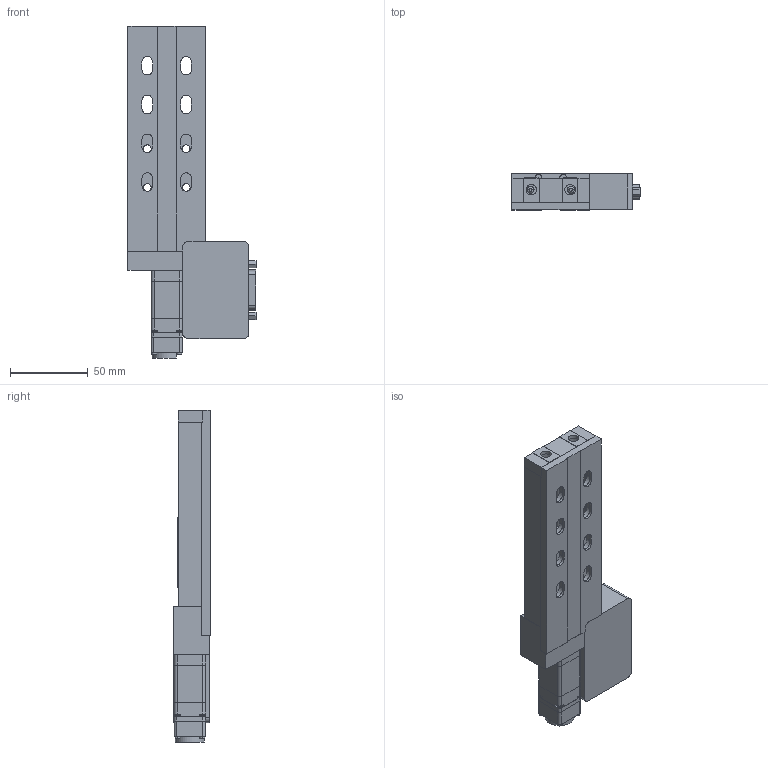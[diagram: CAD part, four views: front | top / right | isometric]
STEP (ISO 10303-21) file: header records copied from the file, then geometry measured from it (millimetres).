
FILE_DESCRIPTION (( 'STEP AP203' ), '1' );
FILE_NAME ('LRM050x-E03T3A.step', '2023-11-03T18:24:08', ( '' ), ( '' ), 'SwSTEP 2.0', 'SolidWorks 2019', '' );
FILE_SCHEMA (( 'CONFIG_CONTROL_DESIGN' ));
Length unit declared in the file: millimetre
Products named in the file (4): LRM_carriage^LRM_LRM; NMS08_motor^LRM_LRM-E03T3A; LRM050x-E03T3A; LRM_base^LRM_LRM050
Assembly tree (3 placements, depth 2):
  LRM050x-E03T3A
    LRM_base^LRM_LRM050
    LRM_carriage^LRM_LRM
    NMS08_motor^LRM_LRM-E03T3A
Bounding box: 82.57 x 23.48 x 214 mm (x, y, z)
Volume: 197519.2 mm3; surface area: 73484.2 mm2
Topology: 24 solids, 24 shells, 533 faces, 1297 edges, 862 vertices
Faces by surface type: plane 291, cylinder 234, torus 8
Entity records: 16237 total; most frequent: DIRECTION 2861, CARTESIAN_POINT 2698, ORIENTED_EDGE 2594, EDGE_CURVE 1297, AXIS2_PLACEMENT_3D 1025, VERTEX_POINT 862, VECTOR 811, LINE 811
